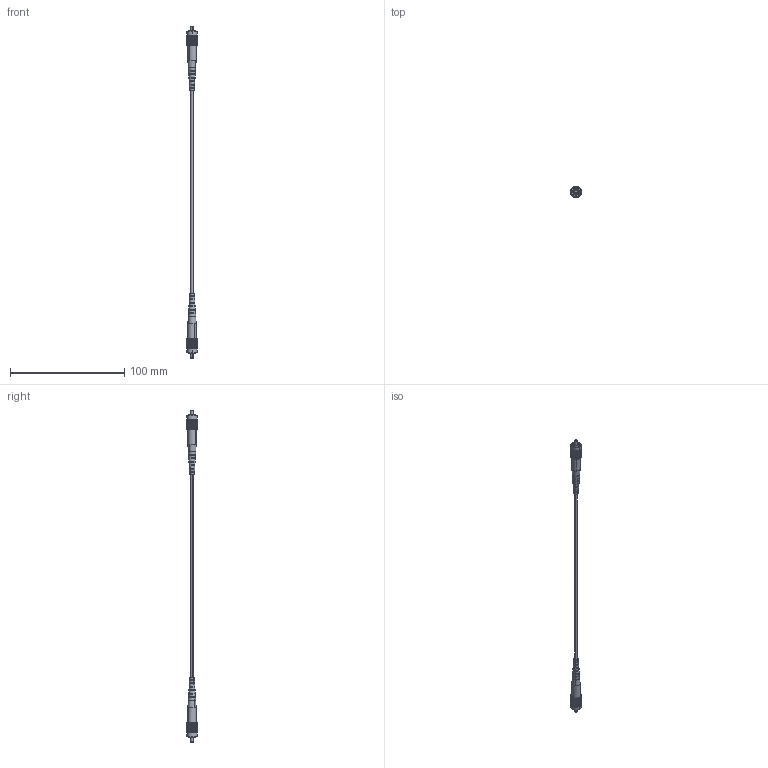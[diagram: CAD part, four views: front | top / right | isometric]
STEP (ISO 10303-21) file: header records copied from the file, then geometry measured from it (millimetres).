
FILE_DESCRIPTION (( 'STEP AP203' ), '1' );
FILE_NAME ('FCA-S2SR-FCAFCU_3D.STEP', '2021-10-04T20:26:25', ( '' ), ( '' ), 'SwSTEP 2.0', 'SolidWorks 2021', '' );
FILE_SCHEMA (( 'CONFIG_CONTROL_DESIGN' ));
Length unit declared in the file: inch
Products named in the file (5): 1AF01-002-MA1^1AF01-002_FCA-S2SR-FCAFCU; Fiber Coax^FCA-S2SR-FCAFCU; 1AF01-002^FCA-S2SR-FCAFCU; 1AF01-002-MA2^1AF01-002_FCA-S2SR-FCAFCU; FCA-S2SR-FCAFCU_3D
Assembly tree (5 placements, depth 3):
  FCA-S2SR-FCAFCU_3D
    Fiber Coax^FCA-S2SR-FCAFCU
    1AF01-002^FCA-S2SR-FCAFCU  x2
      1AF01-002-MA1^1AF01-002_FCA-S2SR-FCAFCU
      1AF01-002-MA2^1AF01-002_FCA-S2SR-FCAFCU
Bounding box: 9.52 x 9.52 x 290.42 mm (x, y, z)
Volume: 2971.1 mm3; surface area: 6350.1 mm2
Topology: 5 solids, 5 shells, 766 faces, 2294 edges, 1528 vertices
Faces by surface type: plane 572, cylinder 182, cone 12
Entity records: 13801 total; most frequent: CARTESIAN_POINT 2652, ORIENTED_EDGE 2300, DIRECTION 2156, EDGE_CURVE 1150, VECTOR 820, LINE 820, VERTEX_POINT 766, AXIS2_PLACEMENT_3D 668
